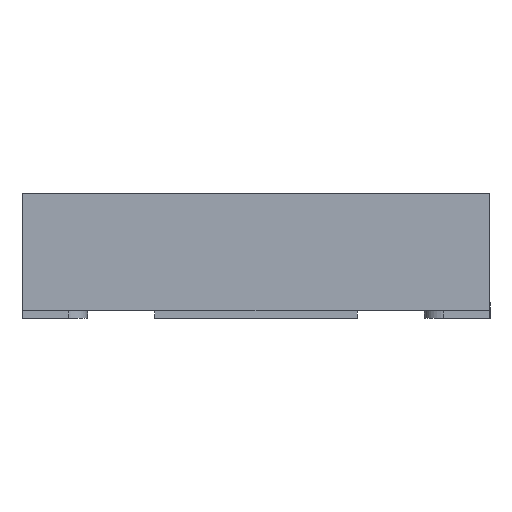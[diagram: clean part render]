
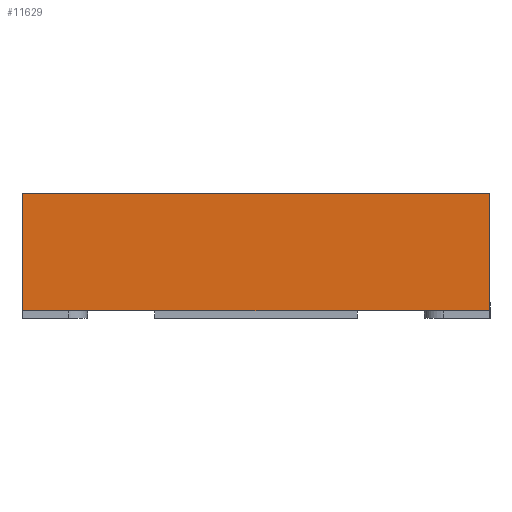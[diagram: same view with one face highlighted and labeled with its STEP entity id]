
A CAD part, front view. The second image highlights one B-rep face of the part: STEP entity #11629.
In plain terms, the highlighted planar face has unit normal (0, -1, 0).
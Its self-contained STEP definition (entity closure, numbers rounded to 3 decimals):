
#605 = EDGE_CURVE ( 'NONE', #6461, #7782, #8971, .T. ) ;
#1470 = LINE ( 'NONE', #1536, #4688 ) ;
#1536 = CARTESIAN_POINT ( 'NONE',  ( 1.495, -1.5, 0.8 ) ) ;
#1739 = LINE ( 'NONE', #4935, #9630 ) ;
#2001 = DIRECTION ( 'NONE',  ( 0., 0., -1. ) ) ;
#2332 = FACE_OUTER_BOUND ( 'NONE', #7799, .T. ) ;
#2359 = CARTESIAN_POINT ( 'NONE',  ( 1.495, -1.5, 0.05 ) ) ;
#2585 = EDGE_CURVE ( 'NONE', #4684, #12744, #1739, .T. ) ;
#2903 = CARTESIAN_POINT ( 'NONE',  ( -1.495, -1.5, 0.8 ) ) ;
#4066 = ORIENTED_EDGE ( 'NONE', *, *, #11233, .T. ) ;
#4389 = AXIS2_PLACEMENT_3D ( 'NONE', #5969, #6973, #7976 ) ;
#4491 = LINE ( 'NONE', #2359, #11194 ) ;
#4684 = VERTEX_POINT ( 'NONE', #5157 ) ;
#4688 = VECTOR ( 'NONE', #6393, 1000. ) ;
#4935 = CARTESIAN_POINT ( 'NONE',  ( 1.495, -1.5, 0.8 ) ) ;
#5157 = CARTESIAN_POINT ( 'NONE',  ( 1.495, -1.5, 0.8 ) ) ;
#5969 = CARTESIAN_POINT ( 'NONE',  ( 1.495, -1.5, 0.8 ) ) ;
#6393 = DIRECTION ( 'NONE',  ( 1., 0., 0. ) ) ;
#6461 = VERTEX_POINT ( 'NONE', #11063 ) ;
#6871 = CARTESIAN_POINT ( 'NONE',  ( -1.495, -1.5, 0.05 ) ) ;
#6973 = DIRECTION ( 'NONE',  ( 0., 1., 0. ) ) ;
#6995 = ORIENTED_EDGE ( 'NONE', *, *, #605, .T. ) ;
#7731 = VECTOR ( 'NONE', #2001, 1000. ) ;
#7782 = VERTEX_POINT ( 'NONE', #6871 ) ;
#7799 = EDGE_LOOP ( 'NONE', ( #4066, #9797, #12554, #6995 ) ) ;
#7976 = DIRECTION ( 'NONE',  ( -1., 0., 0. ) ) ;
#8116 = DIRECTION ( 'NONE',  ( 0., 0., -1. ) ) ;
#8971 = LINE ( 'NONE', #2903, #7731 ) ;
#9063 = CARTESIAN_POINT ( 'NONE',  ( 1.495, -1.5, 0.05 ) ) ;
#9630 = VECTOR ( 'NONE', #8116, 1000. ) ;
#9797 = ORIENTED_EDGE ( 'NONE', *, *, #2585, .F. ) ;
#9930 = PLANE ( 'NONE',  #4389 ) ;
#10029 = EDGE_CURVE ( 'NONE', #6461, #4684, #1470, .T. ) ;
#11063 = CARTESIAN_POINT ( 'NONE',  ( -1.495, -1.5, 0.8 ) ) ;
#11194 = VECTOR ( 'NONE', #11291, 1000. ) ;
#11233 = EDGE_CURVE ( 'NONE', #7782, #12744, #4491, .T. ) ;
#11291 = DIRECTION ( 'NONE',  ( 1., 0., 0. ) ) ;
#11629 = ADVANCED_FACE ( 'NONE', ( #2332 ), #9930, .F. ) ;
#12554 = ORIENTED_EDGE ( 'NONE', *, *, #10029, .F. ) ;
#12744 = VERTEX_POINT ( 'NONE', #9063 ) ;
